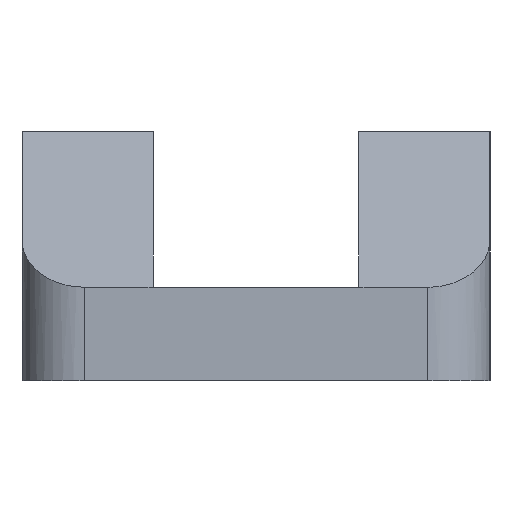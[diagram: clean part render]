
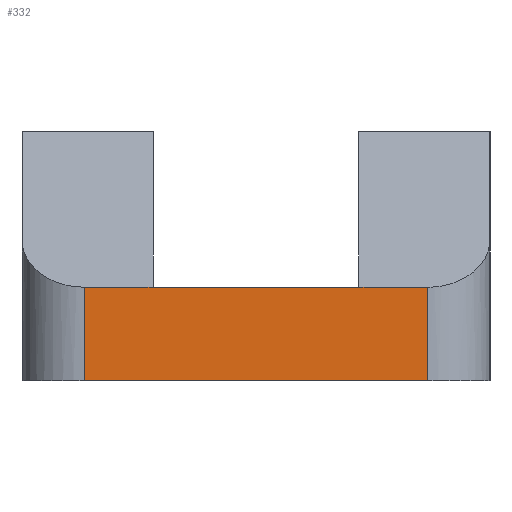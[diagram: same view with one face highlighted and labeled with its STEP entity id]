
A CAD part, left-side view. The second image highlights one B-rep face of the part: STEP entity #332.
In plain terms, the highlighted planar face has unit normal (-1, 0, 0).
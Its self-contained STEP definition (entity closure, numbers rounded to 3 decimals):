
#17=PLANE('',#367);
#32=FACE_OUTER_BOUND('',#51,.T.);
#51=EDGE_LOOP('',(#236,#237,#238,#239,#240,#241));
#78=LINE('',#499,#115);
#79=LINE('',#502,#116);
#80=LINE('',#504,#117);
#81=LINE('',#506,#118);
#82=LINE('',#508,#119);
#83=LINE('',#509,#120);
#115=VECTOR('',#402,10.);
#116=VECTOR('',#405,10.);
#117=VECTOR('',#406,10.);
#118=VECTOR('',#407,10.);
#119=VECTOR('',#408,10.);
#120=VECTOR('',#409,10.);
#155=VERTEX_POINT('',#492);
#158=VERTEX_POINT('',#497);
#159=VERTEX_POINT('',#501);
#160=VERTEX_POINT('',#503);
#161=VERTEX_POINT('',#505);
#162=VERTEX_POINT('',#507);
#188=EDGE_CURVE('',#158,#155,#78,.T.);
#189=EDGE_CURVE('',#158,#159,#79,.T.);
#190=EDGE_CURVE('',#160,#159,#80,.T.);
#191=EDGE_CURVE('',#161,#160,#81,.T.);
#192=EDGE_CURVE('',#162,#161,#82,.T.);
#193=EDGE_CURVE('',#155,#162,#83,.T.);
#236=ORIENTED_EDGE('',*,*,#188,.F.);
#237=ORIENTED_EDGE('',*,*,#189,.T.);
#238=ORIENTED_EDGE('',*,*,#190,.F.);
#239=ORIENTED_EDGE('',*,*,#191,.F.);
#240=ORIENTED_EDGE('',*,*,#192,.F.);
#241=ORIENTED_EDGE('',*,*,#193,.F.);
#332=ADVANCED_FACE('',(#32),#17,.T.);
#367=AXIS2_PLACEMENT_3D('',#500,#403,#404);
#402=DIRECTION('',(0.,0.,1.));
#403=DIRECTION('center_axis',(-1.,0.,0.));
#404=DIRECTION('ref_axis',(0.,-1.,0.));
#405=DIRECTION('',(0.,-1.,0.));
#406=DIRECTION('',(0.,0.,-1.));
#407=DIRECTION('',(0.,-1.,0.));
#408=DIRECTION('',(0.,-1.,0.));
#409=DIRECTION('',(0.,-1.,0.));
#492=CARTESIAN_POINT('',(0.,13.,3.));
#497=CARTESIAN_POINT('',(0.,13.,0.));
#499=CARTESIAN_POINT('',(0.,13.,0.));
#500=CARTESIAN_POINT('Origin',(0.,15.,0.));
#501=CARTESIAN_POINT('',(0.,2.,0.));
#502=CARTESIAN_POINT('',(0.,4.2,0.));
#503=CARTESIAN_POINT('',(0.,2.,3.));
#504=CARTESIAN_POINT('',(0.,2.,0.));
#505=CARTESIAN_POINT('',(0.,4.2,3.));
#506=CARTESIAN_POINT('',(0.,11.25,3.));
#507=CARTESIAN_POINT('',(0.,10.8,3.));
#508=CARTESIAN_POINT('',(0.,4.2,3.));
#509=CARTESIAN_POINT('',(0.,11.25,3.));
